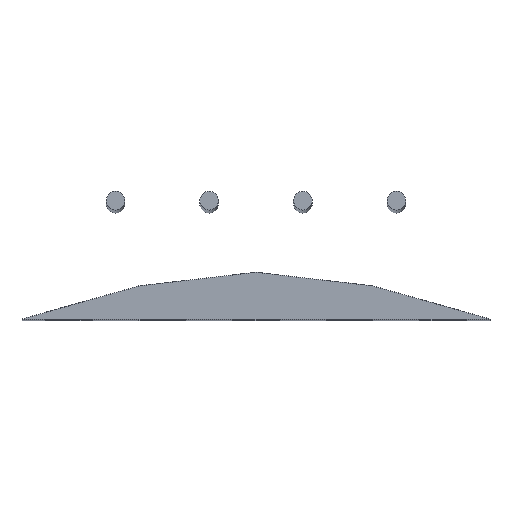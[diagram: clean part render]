
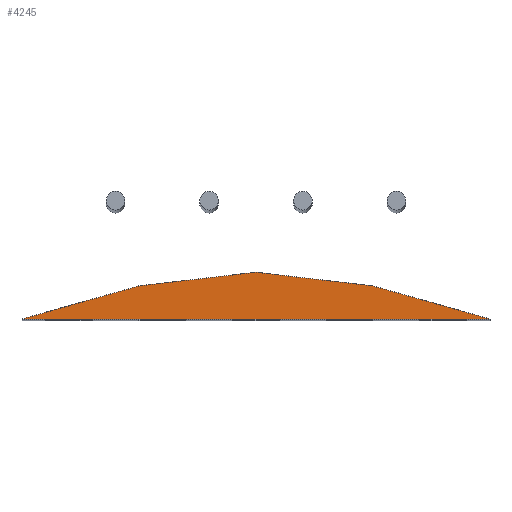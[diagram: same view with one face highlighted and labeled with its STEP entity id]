
A CAD part, top view. The second image highlights one B-rep face of the part: STEP entity #4245.
In plain terms, the highlighted planar face has unit normal (0, 0, 1).
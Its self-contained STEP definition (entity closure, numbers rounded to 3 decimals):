
#523 = EDGE_CURVE('',#524,#526,#528,.T.);
#524 = VERTEX_POINT('',#525);
#525 = CARTESIAN_POINT('',(0.,0.,200.));
#526 = VERTEX_POINT('',#527);
#527 = CARTESIAN_POINT('',(25.,7.071,200.));
#528 = SURFACE_CURVE('',#529,(#533,#545),.PCURVE_S1.);
#529 = LINE('',#530,#531);
#530 = CARTESIAN_POINT('',(0.,0.,200.));
#531 = VECTOR('',#532,1.);
#532 = DIRECTION('',(0.962,0.272,0.));
#533 = PCURVE('',#534,#539);
#534 = PLANE('',#535);
#535 = AXIS2_PLACEMENT_3D('',#536,#537,#538);
#536 = CARTESIAN_POINT('',(0.,0.,160.));
#537 = DIRECTION('',(-0.272,0.962,0.));
#538 = DIRECTION('',(0.962,0.272,0.));
#539 = DEFINITIONAL_REPRESENTATION('',(#540),#544);
#540 = LINE('',#541,#542);
#541 = CARTESIAN_POINT('',(0.,-40.));
#542 = VECTOR('',#543,1.);
#543 = DIRECTION('',(1.,0.));
#544 = ( GEOMETRIC_REPRESENTATION_CONTEXT(2) 
PARAMETRIC_REPRESENTATION_CONTEXT() REPRESENTATION_CONTEXT('2D SPACE',''
  ) );
#545 = PCURVE('',#546,#551);
#546 = PLANE('',#547);
#547 = AXIS2_PLACEMENT_3D('',#548,#549,#550);
#548 = CARTESIAN_POINT('',(50.,3.032,200.));
#549 = DIRECTION('',(-0.,-0.,-1.));
#550 = DIRECTION('',(-1.,0.,0.));
#551 = DEFINITIONAL_REPRESENTATION('',(#552),#556);
#552 = LINE('',#553,#554);
#553 = CARTESIAN_POINT('',(50.,-3.032));
#554 = VECTOR('',#555,1.);
#555 = DIRECTION('',(-0.962,0.272));
#556 = ( GEOMETRIC_REPRESENTATION_CONTEXT(2) 
PARAMETRIC_REPRESENTATION_CONTEXT() REPRESENTATION_CONTEXT('2D SPACE',''
  ) );
#574 = PLANE('',#575);
#575 = AXIS2_PLACEMENT_3D('',#576,#577,#578);
#576 = CARTESIAN_POINT('',(25.,7.071,160.));
#577 = DIRECTION('',(-0.116,0.993,0.));
#578 = DIRECTION('',(0.993,0.116,0.));
#883 = PLANE('',#884);
#884 = AXIS2_PLACEMENT_3D('',#885,#886,#887);
#885 = CARTESIAN_POINT('',(100.,0.,160.));
#886 = DIRECTION('',(0.,-1.,0.));
#887 = DIRECTION('',(-1.,0.,0.));
#1448 = EDGE_CURVE('',#1449,#524,#1451,.T.);
#1449 = VERTEX_POINT('',#1450);
#1450 = CARTESIAN_POINT('',(100.,0.,200.));
#1451 = SURFACE_CURVE('',#1452,(#1456,#1463),.PCURVE_S1.);
#1452 = LINE('',#1453,#1454);
#1453 = CARTESIAN_POINT('',(100.,0.,200.));
#1454 = VECTOR('',#1455,1.);
#1455 = DIRECTION('',(-1.,0.,0.));
#1456 = PCURVE('',#883,#1457);
#1457 = DEFINITIONAL_REPRESENTATION('',(#1458),#1462);
#1458 = LINE('',#1459,#1460);
#1459 = CARTESIAN_POINT('',(0.,-40.));
#1460 = VECTOR('',#1461,1.);
#1461 = DIRECTION('',(1.,0.));
#1462 = ( GEOMETRIC_REPRESENTATION_CONTEXT(2) 
PARAMETRIC_REPRESENTATION_CONTEXT() REPRESENTATION_CONTEXT('2D SPACE',''
  ) );
#1463 = PCURVE('',#546,#1464);
#1464 = DEFINITIONAL_REPRESENTATION('',(#1465),#1469);
#1465 = LINE('',#1466,#1467);
#1466 = CARTESIAN_POINT('',(-50.,-3.032));
#1467 = VECTOR('',#1468,1.);
#1468 = DIRECTION('',(1.,0.));
#1469 = ( GEOMETRIC_REPRESENTATION_CONTEXT(2) 
PARAMETRIC_REPRESENTATION_CONTEXT() REPRESENTATION_CONTEXT('2D SPACE',''
  ) );
#1509 = PLANE('',#1510);
#1510 = AXIS2_PLACEMENT_3D('',#1511,#1512,#1513);
#1511 = CARTESIAN_POINT('',(75.,7.071,160.));
#1512 = DIRECTION('',(0.272,0.962,-0.));
#1513 = DIRECTION('',(0.962,-0.272,0.));
#4245 = ADVANCED_FACE('',(#4246),#546,.F.);
#4246 = FACE_BOUND('',#4247,.F.);
#4247 = EDGE_LOOP('',(#4248,#4249,#4272,#4300,#4321));
#4248 = ORIENTED_EDGE('',*,*,#523,.T.);
#4249 = ORIENTED_EDGE('',*,*,#4250,.T.);
#4250 = EDGE_CURVE('',#526,#4251,#4253,.T.);
#4251 = VERTEX_POINT('',#4252);
#4252 = CARTESIAN_POINT('',(50.,10.,200.));
#4253 = SURFACE_CURVE('',#4254,(#4258,#4265),.PCURVE_S1.);
#4254 = LINE('',#4255,#4256);
#4255 = CARTESIAN_POINT('',(25.,7.071,200.));
#4256 = VECTOR('',#4257,1.);
#4257 = DIRECTION('',(0.993,0.116,0.));
#4258 = PCURVE('',#546,#4259);
#4259 = DEFINITIONAL_REPRESENTATION('',(#4260),#4264);
#4260 = LINE('',#4261,#4262);
#4261 = CARTESIAN_POINT('',(25.,4.039));
#4262 = VECTOR('',#4263,1.);
#4263 = DIRECTION('',(-0.993,0.116));
#4264 = ( GEOMETRIC_REPRESENTATION_CONTEXT(2) 
PARAMETRIC_REPRESENTATION_CONTEXT() REPRESENTATION_CONTEXT('2D SPACE',''
  ) );
#4265 = PCURVE('',#574,#4266);
#4266 = DEFINITIONAL_REPRESENTATION('',(#4267),#4271);
#4267 = LINE('',#4268,#4269);
#4268 = CARTESIAN_POINT('',(0.,-40.));
#4269 = VECTOR('',#4270,1.);
#4270 = DIRECTION('',(1.,0.));
#4271 = ( GEOMETRIC_REPRESENTATION_CONTEXT(2) 
PARAMETRIC_REPRESENTATION_CONTEXT() REPRESENTATION_CONTEXT('2D SPACE',''
  ) );
#4272 = ORIENTED_EDGE('',*,*,#4273,.T.);
#4273 = EDGE_CURVE('',#4251,#4274,#4276,.T.);
#4274 = VERTEX_POINT('',#4275);
#4275 = CARTESIAN_POINT('',(75.,7.071,200.));
#4276 = SURFACE_CURVE('',#4277,(#4281,#4288),.PCURVE_S1.);
#4277 = LINE('',#4278,#4279);
#4278 = CARTESIAN_POINT('',(50.,10.,200.));
#4279 = VECTOR('',#4280,1.);
#4280 = DIRECTION('',(0.993,-0.116,0.));
#4281 = PCURVE('',#546,#4282);
#4282 = DEFINITIONAL_REPRESENTATION('',(#4283),#4287);
#4283 = LINE('',#4284,#4285);
#4284 = CARTESIAN_POINT('',(0.,6.968));
#4285 = VECTOR('',#4286,1.);
#4286 = DIRECTION('',(-0.993,-0.116));
#4287 = ( GEOMETRIC_REPRESENTATION_CONTEXT(2) 
PARAMETRIC_REPRESENTATION_CONTEXT() REPRESENTATION_CONTEXT('2D SPACE',''
  ) );
#4288 = PCURVE('',#4289,#4294);
#4289 = PLANE('',#4290);
#4290 = AXIS2_PLACEMENT_3D('',#4291,#4292,#4293);
#4291 = CARTESIAN_POINT('',(50.,10.,160.));
#4292 = DIRECTION('',(0.116,0.993,-0.));
#4293 = DIRECTION('',(0.993,-0.116,0.));
#4294 = DEFINITIONAL_REPRESENTATION('',(#4295),#4299);
#4295 = LINE('',#4296,#4297);
#4296 = CARTESIAN_POINT('',(0.,-40.));
#4297 = VECTOR('',#4298,1.);
#4298 = DIRECTION('',(1.,0.));
#4299 = ( GEOMETRIC_REPRESENTATION_CONTEXT(2) 
PARAMETRIC_REPRESENTATION_CONTEXT() REPRESENTATION_CONTEXT('2D SPACE',''
  ) );
#4300 = ORIENTED_EDGE('',*,*,#4301,.T.);
#4301 = EDGE_CURVE('',#4274,#1449,#4302,.T.);
#4302 = SURFACE_CURVE('',#4303,(#4307,#4314),.PCURVE_S1.);
#4303 = LINE('',#4304,#4305);
#4304 = CARTESIAN_POINT('',(75.,7.071,200.));
#4305 = VECTOR('',#4306,1.);
#4306 = DIRECTION('',(0.962,-0.272,0.));
#4307 = PCURVE('',#546,#4308);
#4308 = DEFINITIONAL_REPRESENTATION('',(#4309),#4313);
#4309 = LINE('',#4310,#4311);
#4310 = CARTESIAN_POINT('',(-25.,4.039));
#4311 = VECTOR('',#4312,1.);
#4312 = DIRECTION('',(-0.962,-0.272));
#4313 = ( GEOMETRIC_REPRESENTATION_CONTEXT(2) 
PARAMETRIC_REPRESENTATION_CONTEXT() REPRESENTATION_CONTEXT('2D SPACE',''
  ) );
#4314 = PCURVE('',#1509,#4315);
#4315 = DEFINITIONAL_REPRESENTATION('',(#4316),#4320);
#4316 = LINE('',#4317,#4318);
#4317 = CARTESIAN_POINT('',(0.,-40.));
#4318 = VECTOR('',#4319,1.);
#4319 = DIRECTION('',(1.,0.));
#4320 = ( GEOMETRIC_REPRESENTATION_CONTEXT(2) 
PARAMETRIC_REPRESENTATION_CONTEXT() REPRESENTATION_CONTEXT('2D SPACE',''
  ) );
#4321 = ORIENTED_EDGE('',*,*,#1448,.T.);
